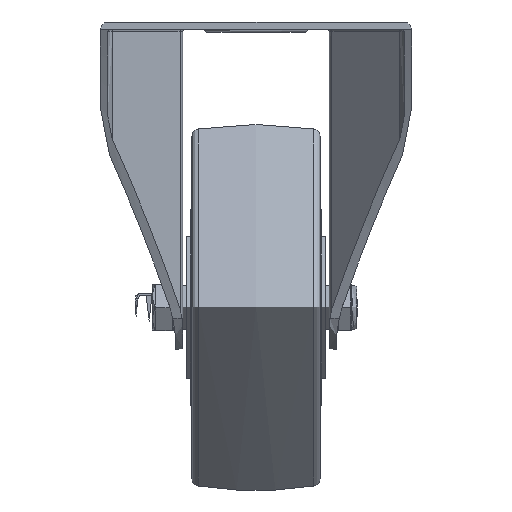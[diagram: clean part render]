
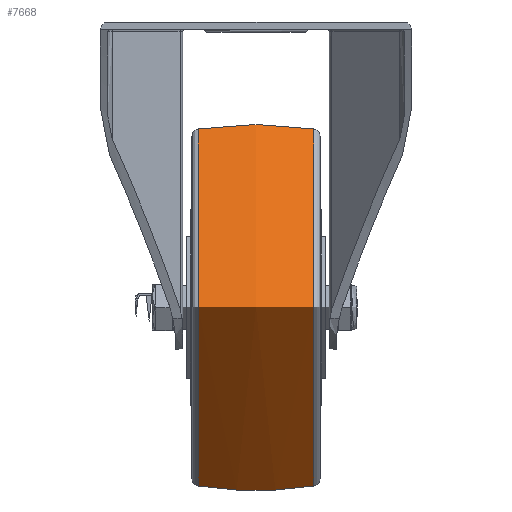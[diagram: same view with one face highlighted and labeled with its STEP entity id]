
A CAD part, left-side view. The second image highlights one B-rep face of the part: STEP entity #7668.
In plain terms, the highlighted free-form (B-spline) face has degree [2, 2] with [3, 9] control points.
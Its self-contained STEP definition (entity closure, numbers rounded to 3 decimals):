
#65=(
BOUNDED_SURFACE()
B_SPLINE_SURFACE(2,2,((#12641,#12642,#12643,#12644,#12645,#12646,#12647,
#12648,#12649),(#12650,#12651,#12652,#12653,#12654,#12655,#12656,#12657,
#12658),(#12659,#12660,#12661,#12662,#12663,#12664,#12665,#12666,#12667)),
 .UNSPECIFIED.,.F.,.T.,.F.)
B_SPLINE_SURFACE_WITH_KNOTS((3,3),(3,2,2,2,3),(-0.154,0.154),
(-3.142,-1.571,0.,1.571,3.142),
 .UNSPECIFIED.)
GEOMETRIC_REPRESENTATION_ITEM()
RATIONAL_B_SPLINE_SURFACE(((1.,0.707,1.,0.707,1.,
0.707,1.,0.707,1.),(0.988,0.699,
0.988,0.699,0.988,0.699,
0.988,0.699,0.988),(1.,0.707,
1.,0.707,1.,0.707,1.,0.707,1.)))
REPRESENTATION_ITEM('')
SURFACE()
);
#1055=FACE_OUTER_BOUND('',#1549,.T.);
#1549=EDGE_LOOP('',(#5859,#5860,#5861,#5862));
#2869=CIRCLE('',#8433,48.778);
#2870=CIRCLE('',#8434,102.833);
#2871=CIRCLE('',#8435,48.778);
#3427=VERTEX_POINT('',#12638);
#3428=VERTEX_POINT('',#12668);
#4308=EDGE_CURVE('',#3427,#3427,#2869,.T.);
#4309=EDGE_CURVE('',#3427,#3428,#2870,.T.);
#4310=EDGE_CURVE('',#3428,#3428,#2871,.T.);
#5859=ORIENTED_EDGE('',*,*,#4308,.F.);
#5860=ORIENTED_EDGE('',*,*,#4309,.T.);
#5861=ORIENTED_EDGE('',*,*,#4310,.T.);
#5862=ORIENTED_EDGE('',*,*,#4309,.F.);
#7668=ADVANCED_FACE('',(#1055),#65,.F.);
#8433=AXIS2_PLACEMENT_3D('',#12640,#9903,#9904);
#8434=AXIS2_PLACEMENT_3D('',#12669,#9905,#9906);
#8435=AXIS2_PLACEMENT_3D('',#12670,#9907,#9908);
#9903=DIRECTION('center_axis',(0.,1.,0.));
#9904=DIRECTION('ref_axis',(0.,0.,1.));
#9905=DIRECTION('center_axis',(-1.,0.,0.));
#9906=DIRECTION('ref_axis',(0.,0.,-1.));
#9907=DIRECTION('center_axis',(0.,1.,0.));
#9908=DIRECTION('ref_axis',(0.,0.,1.));
#12638=CARTESIAN_POINT('',(0.,15.807,-48.778));
#12640=CARTESIAN_POINT('Origin',(0.,15.807,0.));
#12641=CARTESIAN_POINT('Ctrl Pts',(0.,-15.807,-48.778));
#12642=CARTESIAN_POINT('Ctrl Pts',(-48.778,-15.807,-48.778));
#12643=CARTESIAN_POINT('Ctrl Pts',(-48.778,-15.807,0.));
#12644=CARTESIAN_POINT('Ctrl Pts',(-48.778,-15.807,48.778));
#12645=CARTESIAN_POINT('Ctrl Pts',(0.,-15.807,48.778));
#12646=CARTESIAN_POINT('Ctrl Pts',(48.778,-15.807,48.778));
#12647=CARTESIAN_POINT('Ctrl Pts',(48.778,-15.807,0.));
#12648=CARTESIAN_POINT('Ctrl Pts',(48.778,-15.807,-48.778));
#12649=CARTESIAN_POINT('Ctrl Pts',(0.,-15.807,-48.778));
#12650=CARTESIAN_POINT('Ctrl Pts',(0.,0.,-51.237));
#12651=CARTESIAN_POINT('Ctrl Pts',(-51.237,0.,
-51.237));
#12652=CARTESIAN_POINT('Ctrl Pts',(-51.237,0.,
0.));
#12653=CARTESIAN_POINT('Ctrl Pts',(-51.237,0.,
51.237));
#12654=CARTESIAN_POINT('Ctrl Pts',(0.,0.,51.237));
#12655=CARTESIAN_POINT('Ctrl Pts',(51.237,0.,
51.237));
#12656=CARTESIAN_POINT('Ctrl Pts',(51.237,0.,
0.));
#12657=CARTESIAN_POINT('Ctrl Pts',(51.237,0.,
-51.237));
#12658=CARTESIAN_POINT('Ctrl Pts',(0.,0.,-51.237));
#12659=CARTESIAN_POINT('Ctrl Pts',(0.,15.807,-48.778));
#12660=CARTESIAN_POINT('Ctrl Pts',(-48.778,15.807,-48.778));
#12661=CARTESIAN_POINT('Ctrl Pts',(-48.778,15.807,0.));
#12662=CARTESIAN_POINT('Ctrl Pts',(-48.778,15.807,48.778));
#12663=CARTESIAN_POINT('Ctrl Pts',(0.,15.807,48.778));
#12664=CARTESIAN_POINT('Ctrl Pts',(48.778,15.807,48.778));
#12665=CARTESIAN_POINT('Ctrl Pts',(48.778,15.807,0.));
#12666=CARTESIAN_POINT('Ctrl Pts',(48.778,15.807,-48.778));
#12667=CARTESIAN_POINT('Ctrl Pts',(0.,15.807,-48.778));
#12668=CARTESIAN_POINT('',(0.,-15.807,-48.778));
#12669=CARTESIAN_POINT('Origin',(0.,0.,
52.833));
#12670=CARTESIAN_POINT('Origin',(0.,-15.807,0.));
